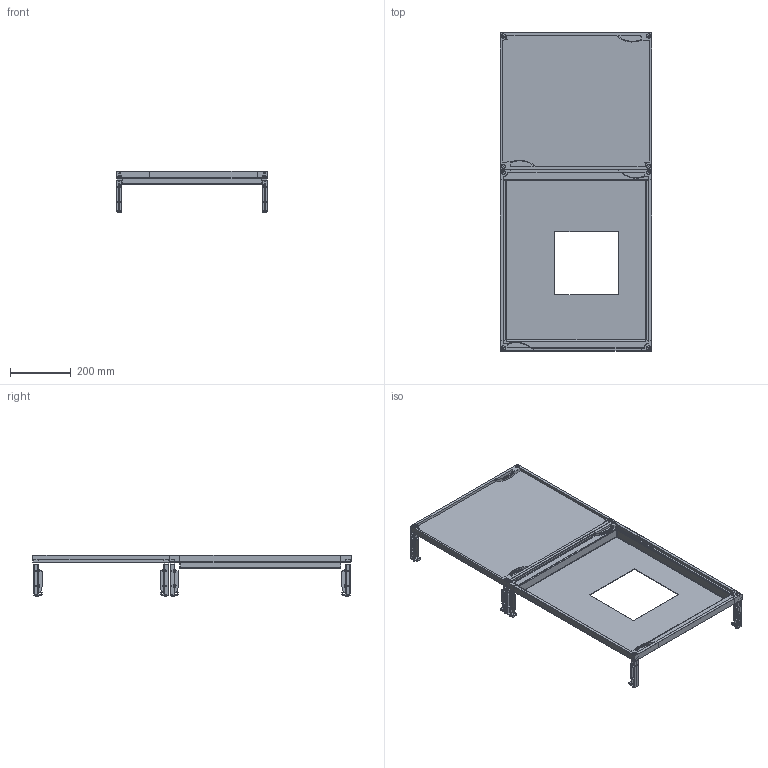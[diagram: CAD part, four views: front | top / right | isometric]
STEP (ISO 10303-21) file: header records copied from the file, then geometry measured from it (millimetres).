
FILE_DESCRIPTION(('STEP AP214'),'1');
FILE_NAME('cctmp_D221BCF5-23C7-479B-8799-440600D656A4_2024_05_06_11_54_55_0263..stp','2024-05-06T09:54:56',('SIEMENS A&D'),('CADClick - www.CADClick.com'),'Spatial InterOp 3D',' ','unknown authorization');
FILE_SCHEMA(('AUTOMOTIVE_DESIGN'));
Length unit declared in the file: millimetre
Products named in the file (12): cc_unnamed; 2024_05_06_11_54_55_0216; 2024_05_06_11_54_55_0185; 2024_05_06_11_54_55_0154; 2024_05_06_11_54_55_0123; 2024_05_06_11_54_55_0086; 2024_05_06_11_54_55_0024; 2024_05_06_11_54_54_0992; 2024_05_06_11_54_54_0961; 2024_05_06_11_54_54_0930; 2024_05_06_11_54_54_0867; 2024_05_06_11_54_54_0805
Assembly tree (11 placements, depth 2):
  cc_unnamed
    2024_05_06_11_54_55_0216
    2024_05_06_11_54_55_0185
    2024_05_06_11_54_55_0154
    2024_05_06_11_54_55_0123
    2024_05_06_11_54_55_0086
    2024_05_06_11_54_55_0024
    2024_05_06_11_54_54_0992
    2024_05_06_11_54_54_0961
    2024_05_06_11_54_54_0930
    2024_05_06_11_54_54_0867
    2024_05_06_11_54_54_0805
Bounding box: 500 x 1050 x 137.23 mm (x, y, z)
Volume: 2359589.9 mm3; surface area: 1462850.2 mm2
Topology: 11 solids, 11 shells, 2456 faces, 6930 edges, 4548 vertices
Faces by surface type: plane 1722, cylinder 650, torus 52, cone 24, sphere 8
Entity records: 101155 total; most frequent: CARTESIAN_POINT 16154, ORIENTED_EDGE 13844, DIRECTION 13342, EDGE_CURVE 6922, LINE 5126, VECTOR 5126, VERTEX_POINT 4548, AXIS2_PLACEMENT_3D 4108
